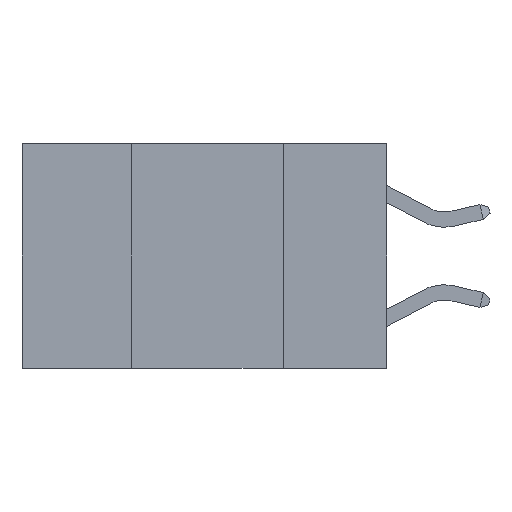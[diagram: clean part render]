
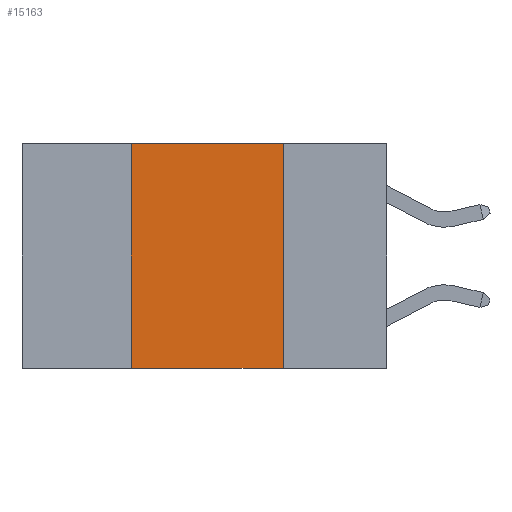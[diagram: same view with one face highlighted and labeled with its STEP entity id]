
A CAD part, left-side view. The second image highlights one B-rep face of the part: STEP entity #15163.
In plain terms, the highlighted planar face has unit normal (-1, 0, 0).
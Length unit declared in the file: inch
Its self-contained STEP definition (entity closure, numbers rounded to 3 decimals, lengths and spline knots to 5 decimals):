
#36 = EDGE_CURVE ( 'NONE', #11294, #6835, #8950, .T. ) ;
#498 = LINE ( 'NONE', #5579, #10008 ) ;
#955 = ORIENTED_EDGE ( 'NONE', *, *, #6528, .T. ) ;
#1703 = CARTESIAN_POINT ( 'NONE',  ( 0., 0.6, -0.37 ) ) ;
#1783 = EDGE_CURVE ( 'NONE', #14085, #11294, #14688, .T. ) ;
#1958 = DIRECTION ( 'NONE',  ( 0., -1., 0. ) ) ;
#2085 = CARTESIAN_POINT ( 'NONE',  ( 0., 0.17, 0. ) ) ;
#3981 = EDGE_LOOP ( 'NONE', ( #6791, #13326, #7185, #955 ) ) ;
#4497 = CARTESIAN_POINT ( 'NONE',  ( 0., 0.42, -0.37 ) ) ;
#4724 = CARTESIAN_POINT ( 'NONE',  ( 0., 0.42, 0. ) ) ;
#4942 = CARTESIAN_POINT ( 'NONE',  ( 0., 0.17, 0. ) ) ;
#5494 = EDGE_CURVE ( 'NONE', #7161, #14085, #498, .T. ) ;
#5579 = CARTESIAN_POINT ( 'NONE',  ( 0., 0.42, 0. ) ) ;
#5633 = DIRECTION ( 'NONE',  ( 0., 0., 1. ) ) ;
#5851 = PLANE ( 'NONE',  #14192 ) ;
#6528 = EDGE_CURVE ( 'NONE', #7161, #6835, #10171, .T. ) ;
#6791 = ORIENTED_EDGE ( 'NONE', *, *, #36, .F. ) ;
#6835 = VERTEX_POINT ( 'NONE', #15890 ) ;
#6885 = VECTOR ( 'NONE', #9091, 39.37008 ) ;
#7113 = DIRECTION ( 'NONE',  ( 0., 0., -1. ) ) ;
#7161 = VERTEX_POINT ( 'NONE', #4497 ) ;
#7185 = ORIENTED_EDGE ( 'NONE', *, *, #5494, .F. ) ;
#7937 = FACE_OUTER_BOUND ( 'NONE', #3981, .T. ) ;
#8887 = VECTOR ( 'NONE', #1958, 39.37008 ) ;
#8950 = LINE ( 'NONE', #4942, #11862 ) ;
#9091 = DIRECTION ( 'NONE',  ( 0., -1., 0. ) ) ;
#9355 = CARTESIAN_POINT ( 'NONE',  ( 0., 0.6, 0. ) ) ;
#10008 = VECTOR ( 'NONE', #5633, 39.37008 ) ;
#10171 = LINE ( 'NONE', #1703, #6885 ) ;
#10771 = CARTESIAN_POINT ( 'NONE',  ( 0., 0.6, 0. ) ) ;
#11294 = VERTEX_POINT ( 'NONE', #2085 ) ;
#11862 = VECTOR ( 'NONE', #15780, 39.37008 ) ;
#13326 = ORIENTED_EDGE ( 'NONE', *, *, #1783, .F. ) ;
#14085 = VERTEX_POINT ( 'NONE', #4724 ) ;
#14192 = AXIS2_PLACEMENT_3D ( 'NONE', #10771, #14466, #7113 ) ;
#14466 = DIRECTION ( 'NONE',  ( 1., 0., 0. ) ) ;
#14688 = LINE ( 'NONE', #9355, #8887 ) ;
#15163 = ADVANCED_FACE ( 'NONE', ( #7937 ), #5851, .F. ) ;
#15780 = DIRECTION ( 'NONE',  ( 0., 0., -1. ) ) ;
#15890 = CARTESIAN_POINT ( 'NONE',  ( 0., 0.17, -0.37 ) ) ;
